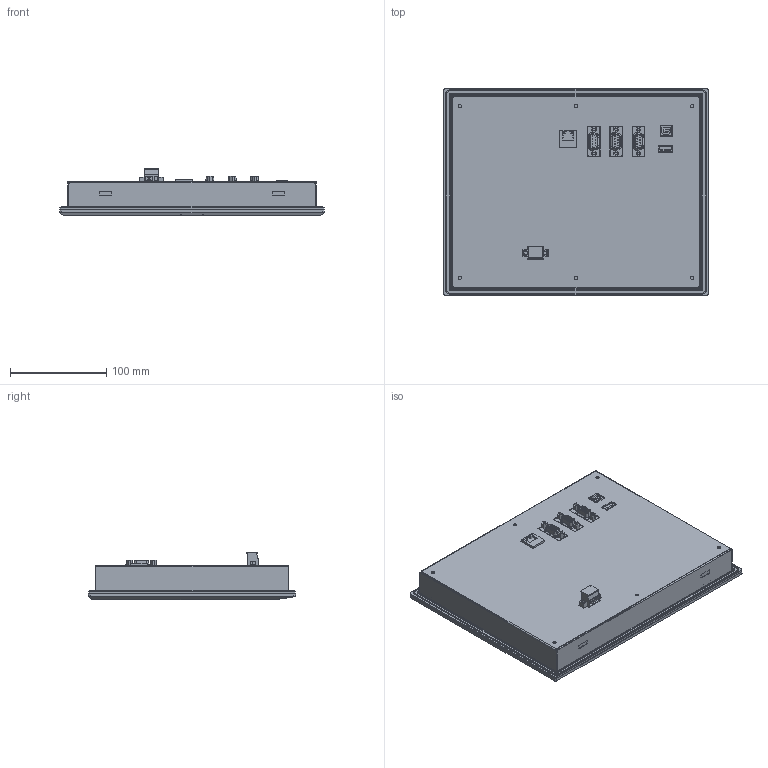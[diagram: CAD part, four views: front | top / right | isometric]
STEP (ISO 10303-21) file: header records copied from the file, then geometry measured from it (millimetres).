
FILE_DESCRIPTION (( 'STEP AP214' ), '1' );
FILE_NAME ('FE4104S_Ïàíåëü îïåðàòîðà ETG 10,4” ìåòàëëè÷åñêèé êîðïóñ ONI.STEP', '2018-09-25T11:35:18', ( '' ), ( '' ), 'SwSTEP 2.0', 'SolidWorks 2014', '' );
FILE_SCHEMA (( 'AUTOMOTIVE_DESIGN' ));
Length unit declared in the file: millimetre
Products named in the file (1): FE4104S_Ïàíåëü îïåðàòîðà ETG 10,4” ìåòàëëè÷åñêèé êîðïóñ ONI
Bounding box: 275 x 215 x 48.9 mm (x, y, z)
Surface area: 427486.2 mm2 (no closed solid volume)
Topology: 0 solids, 19 shells, 567 faces, 1827 edges, 1263 vertices
Faces by surface type: plane 294, cylinder 202, bspline 28, torus 24, cone 19
Entity records: 27235 total; most frequent: CARTESIAN_POINT 4855, DIRECTION 3438, ORIENTED_EDGE 3044, EDGE_CURVE 1827, VERTEX_POINT 1263, AXIS2_PLACEMENT_3D 1154, VECTOR 1130, LINE 1130
